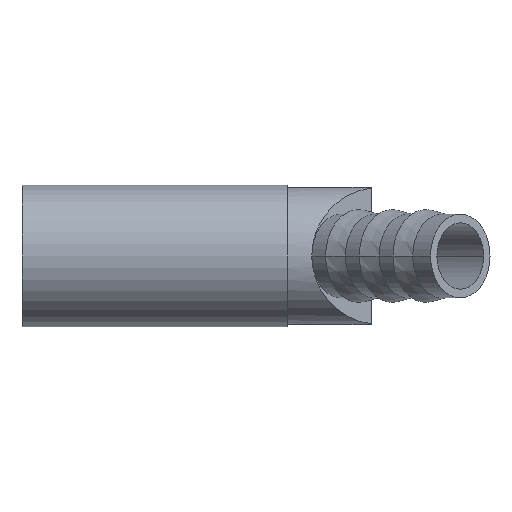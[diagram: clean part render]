
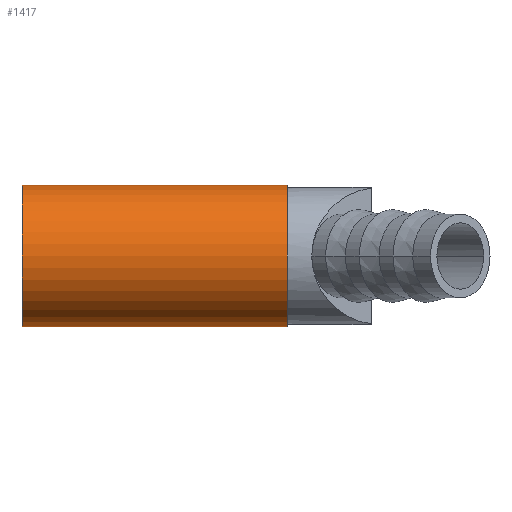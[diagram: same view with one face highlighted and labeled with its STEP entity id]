
A CAD part, front view. The second image highlights one B-rep face of the part: STEP entity #1417.
In plain terms, the highlighted cylindrical face has radius 16 mm (diameter 32 mm), a partial arc.
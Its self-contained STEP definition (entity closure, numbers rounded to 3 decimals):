
#121 = VERTEX_POINT ( 'NONE', #703 ) ;
#220 = VERTEX_POINT ( 'NONE', #2531 ) ;
#370 = VERTEX_POINT ( 'NONE', #7100 ) ;
#682 = DIRECTION ( 'NONE',  ( -1., 0., 0. ) ) ;
#703 = CARTESIAN_POINT ( 'NONE',  ( 0., 0., 16. ) ) ;
#1341 = DIRECTION ( 'NONE',  ( -1., 0., 0. ) ) ;
#1397 = DIRECTION ( 'NONE',  ( 0., 0., 1. ) ) ;
#1417 = ADVANCED_FACE ( 'NONE', ( #7616 ), #7791, .T. ) ;
#1491 = CIRCLE ( 'NONE', #7108, 16. ) ;
#2061 = ORIENTED_EDGE ( 'NONE', *, *, #6565, .T. ) ;
#2145 = CARTESIAN_POINT ( 'NONE',  ( 0., 0., 0. ) ) ;
#2219 = DIRECTION ( 'NONE',  ( 0., 0., 1. ) ) ;
#2506 = ORIENTED_EDGE ( 'NONE', *, *, #7944, .F. ) ;
#2531 = CARTESIAN_POINT ( 'NONE',  ( 60., 0., 16. ) ) ;
#2789 = CARTESIAN_POINT ( 'NONE',  ( 60., 0., 0. ) ) ;
#3216 = LINE ( 'NONE', #7603, #5355 ) ;
#3237 = CIRCLE ( 'NONE', #6291, 16. ) ;
#3619 = VECTOR ( 'NONE', #3645, 1000. ) ;
#3645 = DIRECTION ( 'NONE',  ( -1., 0., 0. ) ) ;
#3818 = LINE ( 'NONE', #4356, #3619 ) ;
#3918 = ORIENTED_EDGE ( 'NONE', *, *, #5785, .F. ) ;
#4356 = CARTESIAN_POINT ( 'NONE',  ( 0., 0., 16. ) ) ;
#4843 = DIRECTION ( 'NONE',  ( -1., 0., 0. ) ) ;
#5296 = DIRECTION ( 'NONE',  ( 0., 0., 1. ) ) ;
#5355 = VECTOR ( 'NONE', #1341, 1000. ) ;
#5453 = DIRECTION ( 'NONE',  ( -1., 0., 0. ) ) ;
#5785 = EDGE_CURVE ( 'NONE', #7173, #121, #1491, .T. ) ;
#5802 = EDGE_LOOP ( 'NONE', ( #2506, #2061, #5980, #3918 ) ) ;
#5819 = CARTESIAN_POINT ( 'NONE',  ( 0., 0., 0. ) ) ;
#5980 = ORIENTED_EDGE ( 'NONE', *, *, #6230, .T. ) ;
#6230 = EDGE_CURVE ( 'NONE', #220, #121, #3818, .T. ) ;
#6291 = AXIS2_PLACEMENT_3D ( 'NONE', #2789, #5453, #5296 ) ;
#6416 = CARTESIAN_POINT ( 'NONE',  ( 0., 0., -16. ) ) ;
#6565 = EDGE_CURVE ( 'NONE', #370, #220, #3237, .T. ) ;
#7100 = CARTESIAN_POINT ( 'NONE',  ( 60., 0., -16. ) ) ;
#7108 = AXIS2_PLACEMENT_3D ( 'NONE', #2145, #4843, #2219 ) ;
#7173 = VERTEX_POINT ( 'NONE', #6416 ) ;
#7338 = AXIS2_PLACEMENT_3D ( 'NONE', #5819, #682, #1397 ) ;
#7603 = CARTESIAN_POINT ( 'NONE',  ( 0., 0., -16. ) ) ;
#7616 = FACE_OUTER_BOUND ( 'NONE', #5802, .T. ) ;
#7791 = CYLINDRICAL_SURFACE ( 'NONE', #7338, 16. ) ;
#7944 = EDGE_CURVE ( 'NONE', #370, #7173, #3216, .T. ) ;
